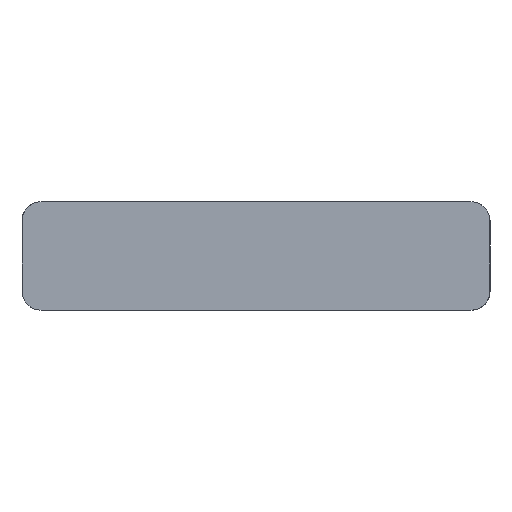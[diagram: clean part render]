
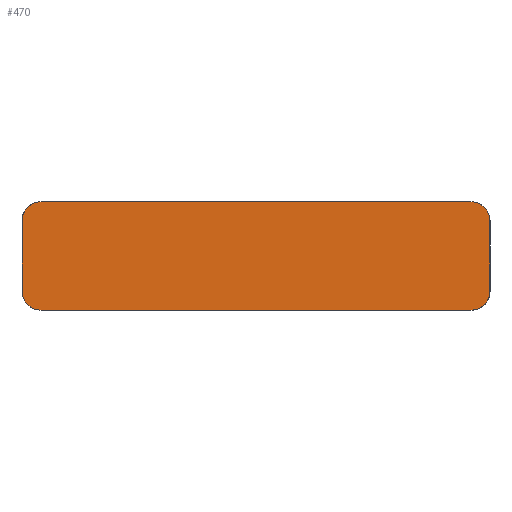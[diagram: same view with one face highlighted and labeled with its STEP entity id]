
A CAD part, top view. The second image highlights one B-rep face of the part: STEP entity #470.
In plain terms, the highlighted planar face has unit normal (0, 0, 1).
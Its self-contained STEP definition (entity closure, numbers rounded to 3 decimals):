
#20 = CARTESIAN_POINT ( 'NONE',  ( -39.05, 5.875, 10. ) ) ;
#73 = DIRECTION ( 'NONE',  ( 1., 0., 0. ) ) ;
#92 = ORIENTED_EDGE ( 'NONE', *, *, #1711, .T. ) ;
#106 = CARTESIAN_POINT ( 'NONE',  ( 39.05, -5.875, 10. ) ) ;
#162 = VERTEX_POINT ( 'NONE', #1685 ) ;
#173 = CIRCLE ( 'NONE', #977, 3.175 ) ;
#176 = VECTOR ( 'NONE', #458, 1000. ) ;
#208 = CARTESIAN_POINT ( 'NONE',  ( 35.875, 5.875, 10. ) ) ;
#226 = VERTEX_POINT ( 'NONE', #1320 ) ;
#251 = CARTESIAN_POINT ( 'NONE',  ( 39.05, 5.875, 10. ) ) ;
#266 = EDGE_CURVE ( 'NONE', #1500, #162, #745, .T. ) ;
#308 = ORIENTED_EDGE ( 'NONE', *, *, #1725, .T. ) ;
#324 = CARTESIAN_POINT ( 'NONE',  ( 35.875, -5.875, 10. ) ) ;
#330 = CARTESIAN_POINT ( 'NONE',  ( 35.875, 9.05, 10. ) ) ;
#340 = EDGE_CURVE ( 'NONE', #1816, #882, #598, .T. ) ;
#344 = CARTESIAN_POINT ( 'NONE',  ( -35.875, -5.875, 10. ) ) ;
#346 = PLANE ( 'NONE',  #1116 ) ;
#388 = ORIENTED_EDGE ( 'NONE', *, *, #340, .T. ) ;
#406 = CIRCLE ( 'NONE', #650, 3.175 ) ;
#458 = DIRECTION ( 'NONE',  ( 0., 1., 0. ) ) ;
#470 = ADVANCED_FACE ( 'NONE', ( #1533 ), #346, .T. ) ;
#478 = DIRECTION ( 'NONE',  ( 1., 0., 0. ) ) ;
#496 = DIRECTION ( 'NONE',  ( 1., 0., 0. ) ) ;
#518 = CARTESIAN_POINT ( 'NONE',  ( 35.875, 9.05, 10. ) ) ;
#522 = ORIENTED_EDGE ( 'NONE', *, *, #1631, .T. ) ;
#548 = AXIS2_PLACEMENT_3D ( 'NONE', #344, #1354, #496 ) ;
#598 = LINE ( 'NONE', #1380, #176 ) ;
#649 = CARTESIAN_POINT ( 'NONE',  ( -35.875, -9.05, 10. ) ) ;
#650 = AXIS2_PLACEMENT_3D ( 'NONE', #1114, #1825, #976 ) ;
#672 = ORIENTED_EDGE ( 'NONE', *, *, #1023, .T. ) ;
#745 = LINE ( 'NONE', #1724, #1460 ) ;
#838 = ORIENTED_EDGE ( 'NONE', *, *, #1433, .T. ) ;
#870 = DIRECTION ( 'NONE',  ( 1., 0., 0. ) ) ;
#877 = VECTOR ( 'NONE', #1630, 1000. ) ;
#882 = VERTEX_POINT ( 'NONE', #251 ) ;
#976 = DIRECTION ( 'NONE',  ( 1., 0., 0. ) ) ;
#977 = AXIS2_PLACEMENT_3D ( 'NONE', #1147, #1721, #870 ) ;
#1004 = VECTOR ( 'NONE', #1079, 1000. ) ;
#1022 = VERTEX_POINT ( 'NONE', #518 ) ;
#1023 = EDGE_CURVE ( 'NONE', #226, #1237, #1768, .T. ) ;
#1067 = DIRECTION ( 'NONE',  ( 0., 0., 1. ) ) ;
#1079 = DIRECTION ( 'NONE',  ( 1., 0., 0. ) ) ;
#1114 = CARTESIAN_POINT ( 'NONE',  ( 35.875, 5.875, 10. ) ) ;
#1116 = AXIS2_PLACEMENT_3D ( 'NONE', #208, #1067, #73 ) ;
#1134 = ORIENTED_EDGE ( 'NONE', *, *, #266, .T. ) ;
#1147 = CARTESIAN_POINT ( 'NONE',  ( -35.875, 5.875, 10. ) ) ;
#1151 = CARTESIAN_POINT ( 'NONE',  ( -35.875, 9.05, 10. ) ) ;
#1237 = VERTEX_POINT ( 'NONE', #1752 ) ;
#1250 = CIRCLE ( 'NONE', #548, 3.175 ) ;
#1320 = CARTESIAN_POINT ( 'NONE',  ( -35.875, -9.05, 10. ) ) ;
#1325 = DIRECTION ( 'NONE',  ( 0., 0., 1. ) ) ;
#1354 = DIRECTION ( 'NONE',  ( 0., 0., 1. ) ) ;
#1380 = CARTESIAN_POINT ( 'NONE',  ( 39.05, -5.875, 10. ) ) ;
#1433 = EDGE_CURVE ( 'NONE', #882, #1022, #406, .T. ) ;
#1457 = VERTEX_POINT ( 'NONE', #1151 ) ;
#1460 = VECTOR ( 'NONE', #1598, 1000. ) ;
#1500 = VERTEX_POINT ( 'NONE', #20 ) ;
#1533 = FACE_OUTER_BOUND ( 'NONE', #1800, .T. ) ;
#1578 = EDGE_CURVE ( 'NONE', #1457, #1500, #173, .T. ) ;
#1598 = DIRECTION ( 'NONE',  ( 0., -1., 0. ) ) ;
#1604 = ORIENTED_EDGE ( 'NONE', *, *, #1578, .T. ) ;
#1630 = DIRECTION ( 'NONE',  ( -1., 0., 0. ) ) ;
#1631 = EDGE_CURVE ( 'NONE', #1237, #1816, #1764, .T. ) ;
#1633 = LINE ( 'NONE', #330, #877 ) ;
#1685 = CARTESIAN_POINT ( 'NONE',  ( -39.05, -5.875, 10. ) ) ;
#1711 = EDGE_CURVE ( 'NONE', #1022, #1457, #1633, .T. ) ;
#1721 = DIRECTION ( 'NONE',  ( 0., 0., 1. ) ) ;
#1724 = CARTESIAN_POINT ( 'NONE',  ( -39.05, 5.875, 10. ) ) ;
#1725 = EDGE_CURVE ( 'NONE', #162, #226, #1250, .T. ) ;
#1743 = AXIS2_PLACEMENT_3D ( 'NONE', #324, #1325, #478 ) ;
#1752 = CARTESIAN_POINT ( 'NONE',  ( 35.875, -9.05, 10. ) ) ;
#1764 = CIRCLE ( 'NONE', #1743, 3.175 ) ;
#1768 = LINE ( 'NONE', #649, #1004 ) ;
#1800 = EDGE_LOOP ( 'NONE', ( #838, #92, #1604, #1134, #308, #672, #522, #388 ) ) ;
#1816 = VERTEX_POINT ( 'NONE', #106 ) ;
#1825 = DIRECTION ( 'NONE',  ( 0., 0., 1. ) ) ;
